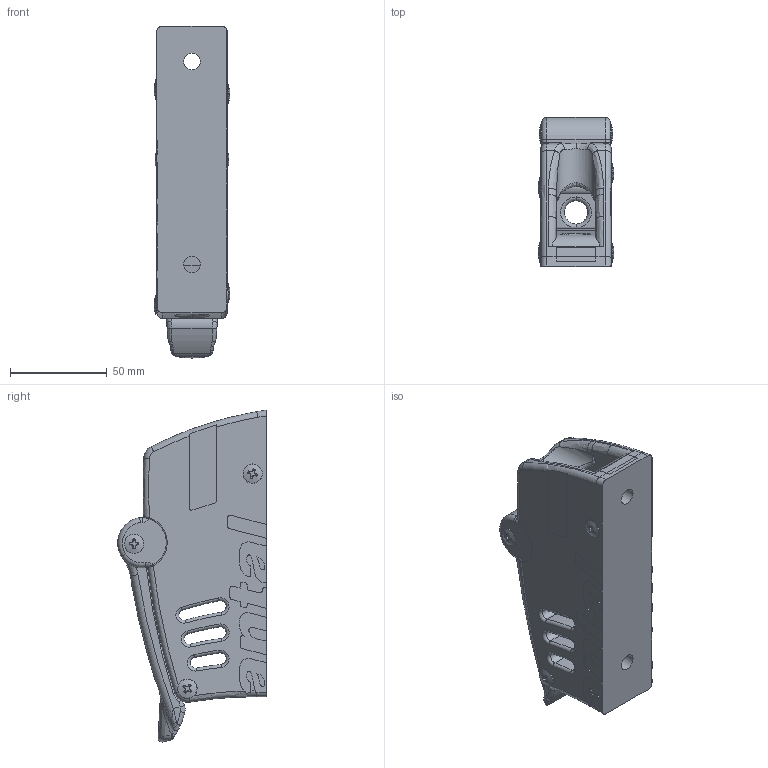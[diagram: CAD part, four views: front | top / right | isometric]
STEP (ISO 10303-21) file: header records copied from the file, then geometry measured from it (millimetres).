
FILE_DESCRIPTION(/* description */ (''),/* implementation_level */ '2;1');
FILE_NAME(/* name */ '512.111.stp',/* time_stamp */ '2024-03-13T11:41:09+01:00',/* author */ ('gianni'),/* organization */ (''),/* preprocessor_version */ 'ST-DEVELOPER v19.2',/* originating_system */ 'Autodesk Inventor 2023',/* authorisation */ '');
FILE_SCHEMA (('AUTOMOTIVE_DESIGN { 1 0 10303 214 3 1 1 }'));
Length unit declared in the file: millimetre
Products named in the file (1): 512.111
Bounding box: 39.3 x 77.02 x 171.91 mm (x, y, z)
Volume: 230606.4 mm3; surface area: 53664.2 mm2
Topology: 1 solids, 1 shells, 713 faces, 1980 edges, 1270 vertices
Faces by surface type: cylinder 249, plane 198, torus 139, bspline 93, cone 28, sphere 6
Full cylindrical faces by diameter (mm): 8.5 x2, 10 x7, 16.2 x2
Entity records: 29157 total; most frequent: CARTESIAN_POINT 11319, ORIENTED_EDGE 3948, DIRECTION 3622, EDGE_CURVE 1974, AXIS2_PLACEMENT_3D 1479, VERTEX_POINT 1270, CIRCLE 838, EDGE_LOOP 746
